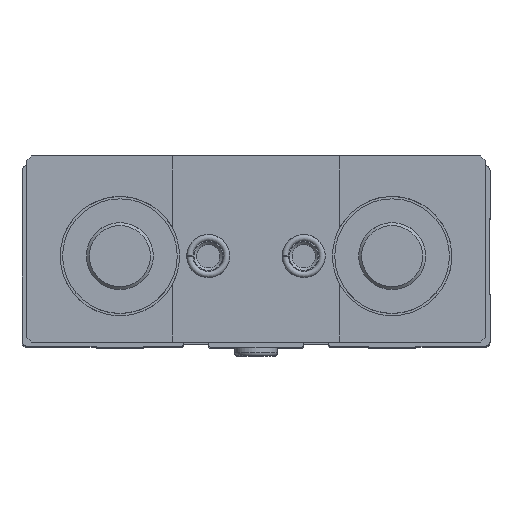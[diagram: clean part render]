
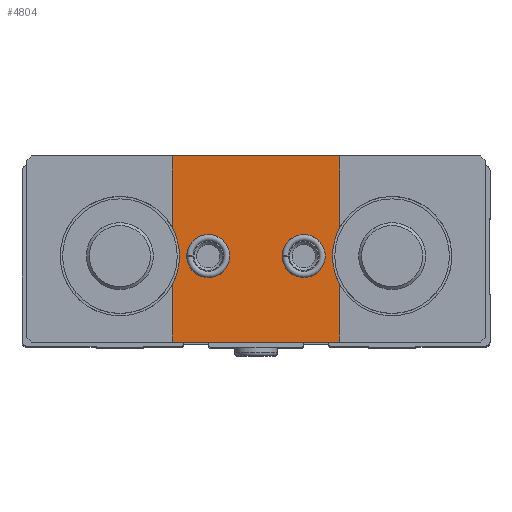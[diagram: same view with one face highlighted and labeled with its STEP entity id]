
A CAD part, top view. The second image highlights one B-rep face of the part: STEP entity #4804.
In plain terms, the highlighted planar face has unit normal (0, 0, 1).
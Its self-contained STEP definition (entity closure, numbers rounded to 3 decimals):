
#303=LINE('',#7942,#625);
#305=LINE('',#7946,#627);
#311=LINE('',#7960,#633);
#313=LINE('',#7964,#635);
#347=LINE('',#8043,#669);
#355=LINE('',#8057,#677);
#625=VECTOR('',#6448,1000.);
#627=VECTOR('',#6452,1000.);
#633=VECTOR('',#6460,1000.);
#635=VECTOR('',#6464,1000.);
#669=VECTOR('',#6534,1000.);
#677=VECTOR('',#6546,1000.);
#819=PLANE('',#5353);
#1112=CIRCLE('',#5354,4.5);
#1113=CIRCLE('',#5355,4.5);
#1114=CIRCLE('',#5356,12.5);
#1115=CIRCLE('',#5357,12.5);
#2030=ORIENTED_EDGE('',*,*,#2885,.F.);
#2031=ORIENTED_EDGE('',*,*,#2886,.F.);
#2032=ORIENTED_EDGE('',*,*,#2806,.T.);
#2033=ORIENTED_EDGE('',*,*,#2887,.T.);
#2034=ORIENTED_EDGE('',*,*,#2808,.T.);
#2035=ORIENTED_EDGE('',*,*,#2866,.T.);
#2036=ORIENTED_EDGE('',*,*,#2814,.T.);
#2037=ORIENTED_EDGE('',*,*,#2888,.T.);
#2038=ORIENTED_EDGE('',*,*,#2816,.T.);
#2039=ORIENTED_EDGE('',*,*,#2858,.T.);
#2806=EDGE_CURVE('',#3345,#3344,#303,.T.);
#2808=EDGE_CURVE('',#3346,#3347,#305,.T.);
#2814=EDGE_CURVE('',#3353,#3352,#311,.T.);
#2816=EDGE_CURVE('',#3354,#3355,#313,.T.);
#2858=EDGE_CURVE('',#3355,#3345,#347,.T.);
#2866=EDGE_CURVE('',#3347,#3353,#355,.T.);
#2885=EDGE_CURVE('',#3391,#3391,#1112,.T.);
#2886=EDGE_CURVE('',#3392,#3392,#1113,.T.);
#2887=EDGE_CURVE('',#3344,#3346,#1114,.F.);
#2888=EDGE_CURVE('',#3352,#3354,#1115,.F.);
#3344=VERTEX_POINT('',#7941);
#3345=VERTEX_POINT('',#7943);
#3346=VERTEX_POINT('',#7947);
#3347=VERTEX_POINT('',#7948);
#3352=VERTEX_POINT('',#7959);
#3353=VERTEX_POINT('',#7961);
#3354=VERTEX_POINT('',#7965);
#3355=VERTEX_POINT('',#7966);
#3391=VERTEX_POINT('',#8088);
#3392=VERTEX_POINT('',#8090);
#3813=EDGE_LOOP('',(#2030));
#3814=EDGE_LOOP('',(#2031));
#3815=EDGE_LOOP('',(#2032,#2033,#2034,#2035,#2036,#2037,#2038,#2039));
#4308=FACE_BOUND('',#3813,.T.);
#4309=FACE_BOUND('',#3814,.T.);
#4310=FACE_BOUND('',#3815,.T.);
#4804=ADVANCED_FACE('',(#4308,#4309,#4310),#819,.T.);
#5353=AXIS2_PLACEMENT_3D('',#8086,#6578,#6579);
#5354=AXIS2_PLACEMENT_3D('',#8087,#6580,#6581);
#5355=AXIS2_PLACEMENT_3D('',#8089,#6582,#6583);
#5356=AXIS2_PLACEMENT_3D('',#8091,#6584,#6585);
#5357=AXIS2_PLACEMENT_3D('',#8092,#6586,#6587);
#6448=DIRECTION('',(0.,-1.,0.));
#6452=DIRECTION('',(0.,-1.,0.));
#6460=DIRECTION('',(0.,1.,0.));
#6464=DIRECTION('',(0.,1.,0.));
#6534=DIRECTION('',(-1.,0.,0.));
#6546=DIRECTION('',(1.,0.,0.));
#6578=DIRECTION('',(0.,0.,1.));
#6579=DIRECTION('',(1.,0.,0.));
#6580=DIRECTION('',(0.,0.,1.));
#6581=DIRECTION('',(1.,0.,0.));
#6582=DIRECTION('',(0.,0.,1.));
#6583=DIRECTION('',(1.,0.,0.));
#6584=DIRECTION('',(0.,0.,1.));
#6585=DIRECTION('',(1.,0.,0.));
#6586=DIRECTION('',(0.,0.,1.));
#6587=DIRECTION('',(1.,0.,0.));
#7941=CARTESIAN_POINT('',(-17.5,5.937,30.));
#7942=CARTESIAN_POINT('',(-17.5,0.,30.));
#7943=CARTESIAN_POINT('',(-17.5,21.,30.));
#7946=CARTESIAN_POINT('',(-17.5,0.,30.));
#7947=CARTESIAN_POINT('',(-17.5,-5.937,30.));
#7948=CARTESIAN_POINT('',(-17.5,-18.,30.));
#7959=CARTESIAN_POINT('',(17.5,-5.937,30.));
#7960=CARTESIAN_POINT('',(17.5,0.,30.));
#7961=CARTESIAN_POINT('',(17.5,-18.,30.));
#7964=CARTESIAN_POINT('',(17.5,0.,30.));
#7965=CARTESIAN_POINT('',(17.5,5.937,30.));
#7966=CARTESIAN_POINT('',(17.5,21.,30.));
#8043=CARTESIAN_POINT('',(48.,21.,30.));
#8057=CARTESIAN_POINT('',(-48.,-18.,30.));
#8086=CARTESIAN_POINT('',(0.,0.,30.));
#8087=CARTESIAN_POINT('',(-10.,0.,30.));
#8088=CARTESIAN_POINT('',(-5.5,0.,30.));
#8089=CARTESIAN_POINT('',(10.,0.,30.));
#8090=CARTESIAN_POINT('',(14.5,0.,30.));
#8091=CARTESIAN_POINT('',(-28.5,0.,30.));
#8092=CARTESIAN_POINT('',(28.5,0.,30.));
